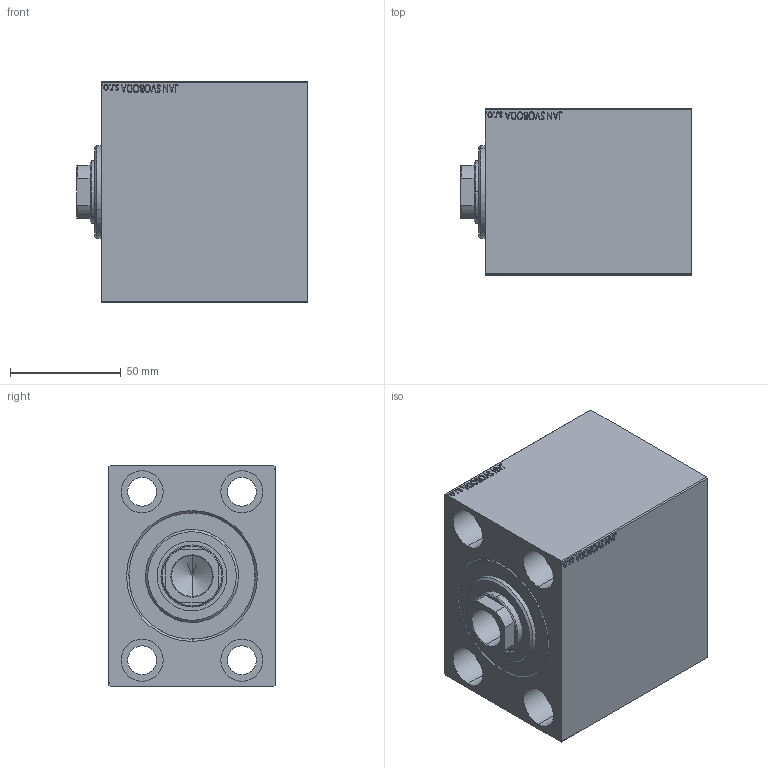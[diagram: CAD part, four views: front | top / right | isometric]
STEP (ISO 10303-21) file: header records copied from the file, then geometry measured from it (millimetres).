
FILE_DESCRIPTION (( 'STEP AP203' ), '1' );
FILE_NAME ('ba29.STEP', '2024-02-12T04:07:57', ( '' ), ( '' ), 'SwSTEP 2.0', 'SolidWorks 2019', '' );
FILE_SCHEMA (( 'CONFIG_CONTROL_DESIGN' ));
Length unit declared in the file: millimetre
Products named in the file (4): V450CM_C_VCP 70477f4016381f63f5bb6da45e101ca2; V450CM_VC_B 70477f4016381f63f5bb6da45e101ca2; V450CM_C_Body 70477f4016381f63f5bb6da45e101ca2; ba29
Assembly tree (3 placements, depth 2):
  ba29
    V450CM_C_Body 70477f4016381f63f5bb6da45e101ca2
    V450CM_C_VCP 70477f4016381f63f5bb6da45e101ca2
    V450CM_VC_B 70477f4016381f63f5bb6da45e101ca2
Bounding box: 104 x 75 x 100 mm (x, y, z)
Volume: 617063 mm3; surface area: 94754.2 mm2
Topology: 3 solids, 3 shells, 855 faces, 2190 edges, 1453 vertices
Faces by surface type: plane 407, bspline 380, cylinder 54, cone 14
Entity records: 43688 total; most frequent: CARTESIAN_POINT 25002, ORIENTED_EDGE 4376, DIRECTION 2506, EDGE_CURVE 2188, VERTEX_POINT 1453, LINE 1296, VECTOR 1296, EDGE_LOOP 979
